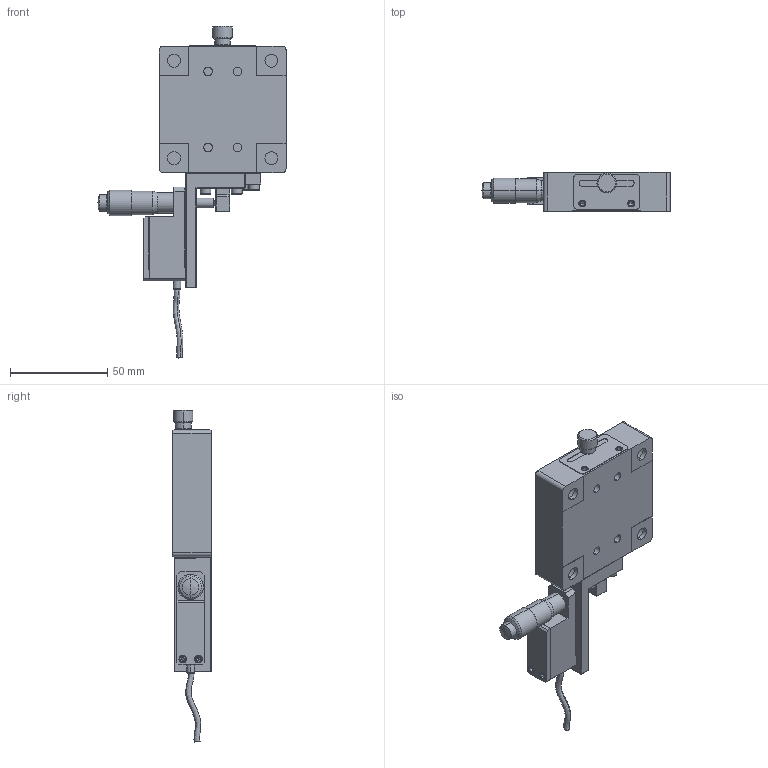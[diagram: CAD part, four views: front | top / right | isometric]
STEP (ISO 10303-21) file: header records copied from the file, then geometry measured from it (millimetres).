
FILE_DESCRIPTION (( 'STEP AP203' ), '1' );
FILE_NAME ('P84.X100粽峚葩磁怢.STEP', '2021-04-28T00:50:28', ( '' ), ( '' ), 'SwSTEP 2.0', 'SolidWorks 2016', '' );
FILE_SCHEMA (( 'CONFIG_CONTROL_DESIGN' ));
Length unit declared in the file: millimetre
Products named in the file (1): P84.X100粽峚葩磁怢
Bounding box: 96.5 x 20 x 170.38 mm (x, y, z)
Volume: 103544.3 mm3; surface area: 32768.9 mm2
Topology: 16 solids, 16 shells, 638 faces, 1412 edges, 858 vertices
Faces by surface type: plane 333, cylinder 209, cone 72, torus 18, sphere 4, bspline 2
Entity records: 17772 total; most frequent: CARTESIAN_POINT 3365, DIRECTION 3167, ORIENTED_EDGE 2766, EDGE_CURVE 1383, AXIS2_PLACEMENT_3D 1183, VERTEX_POINT 855, VECTOR 801, LINE 801
